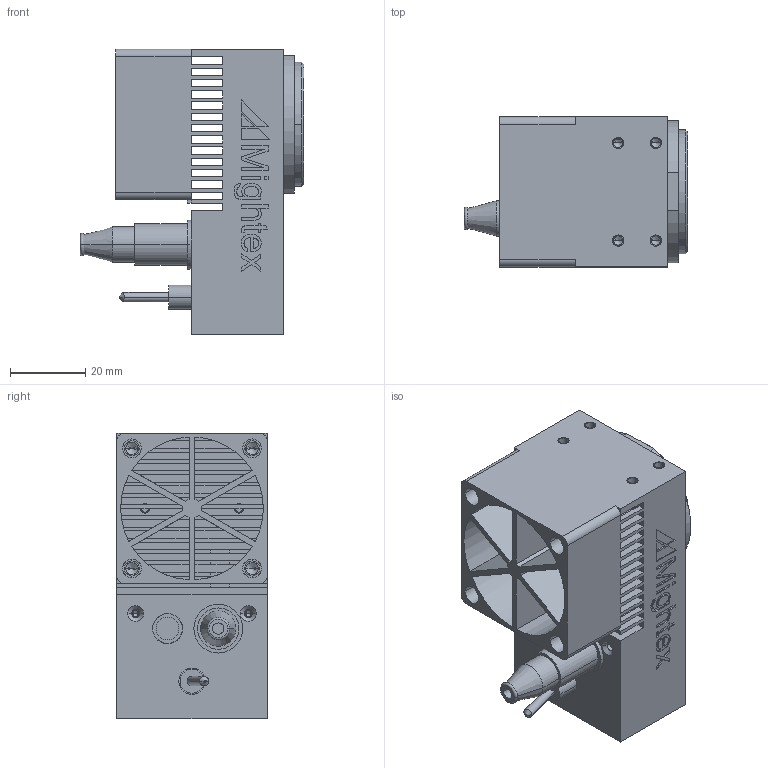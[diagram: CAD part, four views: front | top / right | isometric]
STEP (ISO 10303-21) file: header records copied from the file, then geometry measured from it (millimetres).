
FILE_DESCRIPTION((''),'2;1');
FILE_NAME('174002','2017-11-15T',('zkm'),(''),'PRO/ENGINEER BY PARAMETRIC TECHNOLOGY CORPORATION, 2004110','PRO/ENGINEER BY PARAMETRIC TECHNOLOGY CORPORATION, 2004110','');
FILE_SCHEMA(('CONFIG_CONTROL_DESIGN'));
Length unit declared in the file: millimetre
Products named in the file (1): 174002
Bounding box: 59.5 x 40 x 76 mm (x, y, z)
Volume: 56460.8 mm3; surface area: 47647.8 mm2
Topology: 1 solids, 25 shells, 660 faces, 1879 edges, 1174 vertices
Faces by surface type: plane 368, cylinder 173, extrusion 63, cone 54, torus 2
Entity records: 21606 total; most frequent: CARTESIAN_POINT 4293, ORIENTED_EDGE 3598, DIRECTION 3452, EDGE_CURVE 1845, VECTOR 1296, LINE 1233, VERTEX_POINT 1174, AXIS2_PLACEMENT_3D 1078
